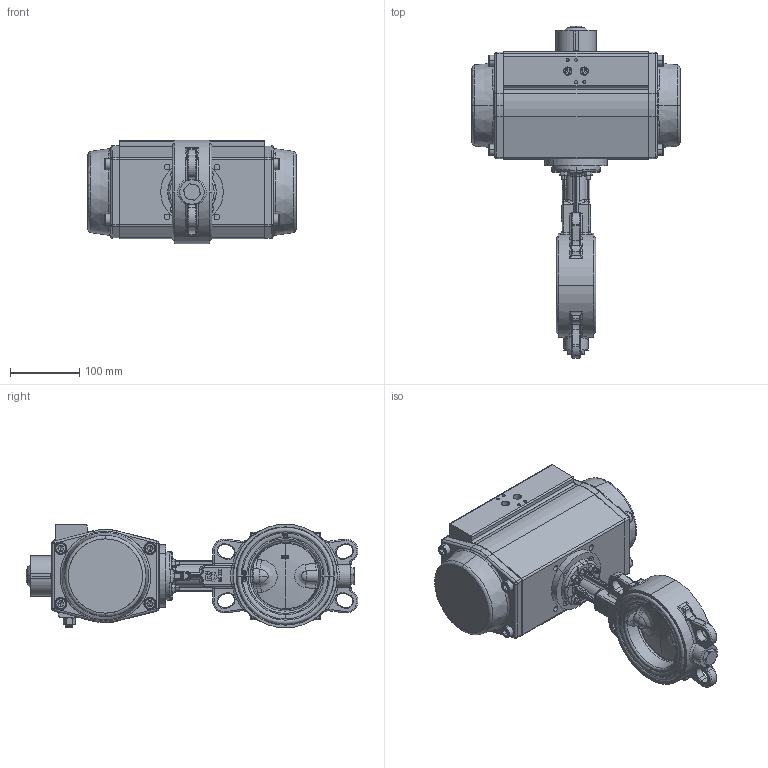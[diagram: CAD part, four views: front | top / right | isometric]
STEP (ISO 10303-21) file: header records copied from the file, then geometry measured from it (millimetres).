
FILE_DESCRIPTION (( 'STEP AP203' ), '1' );
FILE_NAME ('AK01_DN100_pneu.-einfachwirk..STEP', '2022-11-03T14:15:55', ( '' ), ( '' ), 'SwSTEP 2.0', 'SolidWorks 2021', '' );
FILE_SCHEMA (( 'CONFIG_CONTROL_DESIGN' ));
Length unit declared in the file: metre
Products named in the file (1): AK01_DN100_pneu.-einfachwirk.
Bounding box: 301 x 479.68 x 150 mm (x, y, z)
Surface area: 352872.8 mm2 (no closed solid volume)
Topology: 0 solids, 436 shells, 1343 faces, 5213 edges, 4172 vertices
Faces by surface type: plane 449, cylinder 326, bspline 280, torus 167, cone 103, sphere 18
Entity records: 92687 total; most frequent: CARTESIAN_POINT 52986, DIRECTION 7371, ORIENTED_EDGE 7093, EDGE_CURVE 5148, VERTEX_POINT 4163, AXIS2_PLACEMENT_3D 2640, VECTOR 2091, LINE 2091
